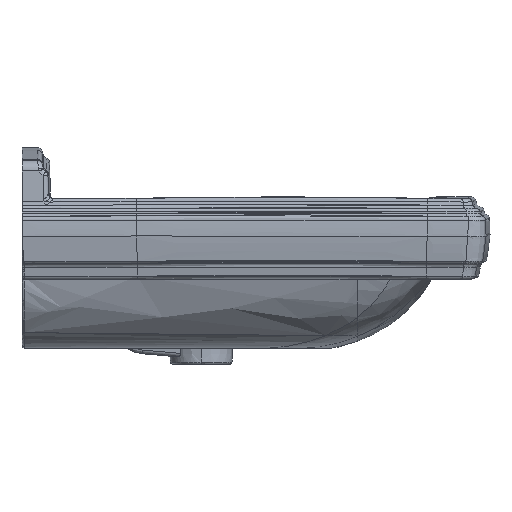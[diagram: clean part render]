
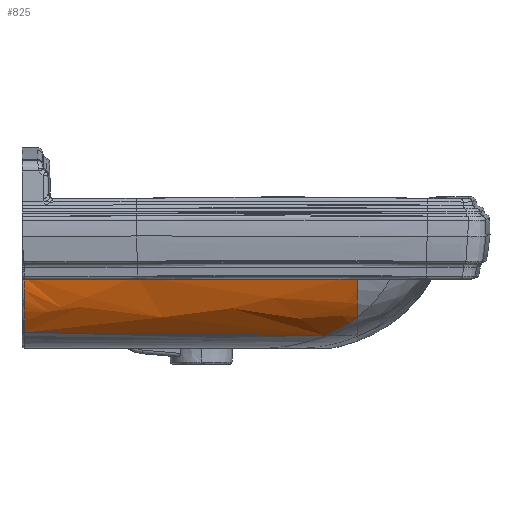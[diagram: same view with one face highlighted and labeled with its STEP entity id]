
A CAD part, left-side view. The second image highlights one B-rep face of the part: STEP entity #825.
In plain terms, the highlighted free-form (B-spline) face has degree [1, 6] with [2, 7] control points.
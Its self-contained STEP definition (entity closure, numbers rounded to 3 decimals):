
#825=ADVANCED_FACE('',(#2118),#1473,.T.);
#1473=B_SPLINE_SURFACE_WITH_KNOTS('',1,6,((#40403,#40404,#40405,#40406,
#40407,#40408,#40409),(#40410,#40411,#40412,#40413,#40414,#40415,#40416)),
 .UNSPECIFIED.,.F.,.F.,.F.,(2,2),(7,7),(0.,1.),(0.,1.),.UNSPECIFIED.);
#2118=FACE_OUTER_BOUND('',#2835,.T.);
#2835=EDGE_LOOP('',(#5856,#5857,#5858,#5859,#5860,#5861,#5862,#5863,#5864,
#5865));
#5856=ORIENTED_EDGE('',*,*,#9890,.F.);
#5857=ORIENTED_EDGE('',*,*,#9891,.F.);
#5858=ORIENTED_EDGE('',*,*,#9892,.F.);
#5859=ORIENTED_EDGE('',*,*,#9893,.F.);
#5860=ORIENTED_EDGE('',*,*,#9688,.T.);
#5861=ORIENTED_EDGE('',*,*,#9687,.T.);
#5862=ORIENTED_EDGE('',*,*,#9686,.T.);
#5863=ORIENTED_EDGE('',*,*,#9685,.T.);
#5864=ORIENTED_EDGE('',*,*,#9889,.T.);
#5865=ORIENTED_EDGE('',*,*,#9888,.T.);
#7845=VERTEX_POINT('',#32466);
#7848=VERTEX_POINT('',#32512);
#7978=VERTEX_POINT('',#36095);
#7979=VERTEX_POINT('',#36156);
#7980=VERTEX_POINT('',#36161);
#8103=VERTEX_POINT('',#40341);
#8104=VERTEX_POINT('',#40346);
#8105=VERTEX_POINT('',#40384);
#8106=VERTEX_POINT('',#40389);
#8107=VERTEX_POINT('',#40398);
#9685=EDGE_CURVE('',#7845,#7978,#11664,.T.);
#9686=EDGE_CURVE('',#7848,#7845,#11665,.T.);
#9687=EDGE_CURVE('',#7979,#7848,#11666,.T.);
#9688=EDGE_CURVE('',#7980,#7979,#11667,.T.);
#9888=EDGE_CURVE('',#8104,#8103,#11866,.T.);
#9889=EDGE_CURVE('',#7978,#8104,#11867,.T.);
#9890=EDGE_CURVE('',#8105,#8103,#11868,.T.);
#9891=EDGE_CURVE('',#8106,#8105,#11869,.T.);
#9892=EDGE_CURVE('',#8107,#8106,#11870,.T.);
#9893=EDGE_CURVE('',#7980,#8107,#11871,.T.);
#11664=B_SPLINE_CURVE_WITH_KNOTS('',3,(#36096,#36097,#36098,#36099,#36100,
#36101,#36102,#36103,#36104,#36105,#36106,#36107,#36108,#36109,#36110),
 .UNSPECIFIED.,.F.,.F.,(4,2,2,1,1,1,2,2,4),(0.,0.5,0.508,
0.516,0.531,0.562,0.625,
0.75,1.),.UNSPECIFIED.);
#11665=B_SPLINE_CURVE_WITH_KNOTS('',6,(#36131,#36132,#36133,#36134,#36135,
#36136,#36137),.UNSPECIFIED.,.F.,.F.,(7,7),(0.,1.),.UNSPECIFIED.);
#11666=B_SPLINE_CURVE_WITH_KNOTS('',3,(#36152,#36153,#36154,#36155),
 .UNSPECIFIED.,.F.,.F.,(4,4),(0.,1.),.UNSPECIFIED.);
#11667=B_SPLINE_CURVE_WITH_KNOTS('',3,(#36157,#36158,#36159,#36160),
 .UNSPECIFIED.,.F.,.F.,(4,4),(0.,1.),.UNSPECIFIED.);
#11866=B_SPLINE_CURVE_WITH_KNOTS('',3,(#40342,#40343,#40344,#40345),
 .UNSPECIFIED.,.F.,.F.,(4,4),(0.,1.),.UNSPECIFIED.);
#11867=B_SPLINE_CURVE_WITH_KNOTS('',3,(#40347,#40348,#40349,#40350),
 .UNSPECIFIED.,.F.,.F.,(4,4),(0.,1.),.UNSPECIFIED.);
#11868=B_SPLINE_CURVE_WITH_KNOTS('',8,(#40375,#40376,#40377,#40378,#40379,
#40380,#40381,#40382,#40383),.UNSPECIFIED.,.F.,.F.,(9,9),(0.,1.),
 .UNSPECIFIED.);
#11869=B_SPLINE_CURVE_WITH_KNOTS('',3,(#40385,#40386,#40387,#40388),
 .UNSPECIFIED.,.F.,.F.,(4,4),(0.,1.),.UNSPECIFIED.);
#11870=B_SPLINE_CURVE_WITH_KNOTS('',7,(#40390,#40391,#40392,#40393,#40394,
#40395,#40396,#40397),.UNSPECIFIED.,.F.,.F.,(8,8),(0.,1.),.UNSPECIFIED.);
#11871=B_SPLINE_CURVE_WITH_KNOTS('',3,(#40399,#40400,#40401,#40402),
 .UNSPECIFIED.,.F.,.F.,(4,4),(0.,1.),.UNSPECIFIED.);
#32466=CARTESIAN_POINT('',(-306.835,-191.808,-94.944));
#32512=CARTESIAN_POINT('',(-280.509,-191.808,-147.444));
#36095=CARTESIAN_POINT('',(-305.954,78.3,-96.755));
#36096=CARTESIAN_POINT('',(-306.835,-191.808,-94.945));
#36097=CARTESIAN_POINT('',(-306.844,-146.071,-94.558));
#36098=CARTESIAN_POINT('',(-306.721,-101.027,-94.546));
#36099=CARTESIAN_POINT('',(-306.547,-55.982,-94.877));
#36100=CARTESIAN_POINT('',(-306.544,-55.384,-94.881));
#36101=CARTESIAN_POINT('',(-306.539,-54.091,-94.891));
#36102=CARTESIAN_POINT('',(-306.532,-52.149,-94.906));
#36103=CARTESIAN_POINT('',(-306.514,-47.597,-94.942));
#36104=CARTESIAN_POINT('',(-306.476,-38.418,-95.022));
#36105=CARTESIAN_POINT('',(-306.442,-30.419,-95.103));
#36106=CARTESIAN_POINT('',(-306.372,-14.247,-95.279));
#36107=CARTESIAN_POINT('',(-306.323,-3.232,-95.417));
#36108=CARTESIAN_POINT('',(-306.17,30.511,-95.89));
#36109=CARTESIAN_POINT('',(-306.061,53.939,-96.286));
#36110=CARTESIAN_POINT('',(-305.954,78.299,-96.755));
#36131=CARTESIAN_POINT('',(-280.509,-191.808,-147.444));
#36132=CARTESIAN_POINT('',(-287.077,-191.808,-139.703));
#36133=CARTESIAN_POINT('',(-292.703,-191.808,-131.334));
#36134=CARTESIAN_POINT('',(-297.403,-191.808,-122.519));
#36135=CARTESIAN_POINT('',(-301.257,-191.808,-113.454));
#36136=CARTESIAN_POINT('',(-304.372,-191.808,-104.27));
#36137=CARTESIAN_POINT('',(-306.835,-191.808,-94.945));
#36152=CARTESIAN_POINT('',(-274.125,-181.827,-154.564));
#36153=CARTESIAN_POINT('',(-276.37,-185.337,-152.265));
#36154=CARTESIAN_POINT('',(-278.498,-188.664,-149.886));
#36155=CARTESIAN_POINT('',(-280.509,-191.808,-147.444));
#36156=CARTESIAN_POINT('',(-274.125,-181.827,-154.564));
#36157=CARTESIAN_POINT('',(-255.563,-152.807,-169.829));
#36158=CARTESIAN_POINT('',(-262.634,-163.862,-165.199));
#36159=CARTESIAN_POINT('',(-268.821,-173.535,-159.997));
#36160=CARTESIAN_POINT('',(-274.125,-181.827,-154.564));
#36161=CARTESIAN_POINT('',(-255.563,-152.807,-169.829));
#40341=CARTESIAN_POINT('',(-305.644,217.005,-97.423));
#40342=CARTESIAN_POINT('',(-305.814,128.478,-97.201));
#40343=CARTESIAN_POINT('',(-305.757,157.987,-97.275));
#40344=CARTESIAN_POINT('',(-305.701,187.495,-97.349));
#40345=CARTESIAN_POINT('',(-305.644,217.004,-97.423));
#40346=CARTESIAN_POINT('',(-305.814,128.478,-97.201));
#40347=CARTESIAN_POINT('',(-305.954,78.301,-96.755));
#40348=CARTESIAN_POINT('',(-305.902,90.452,-96.989));
#40349=CARTESIAN_POINT('',(-305.856,107.177,-97.136));
#40350=CARTESIAN_POINT('',(-305.814,128.478,-97.201));
#40375=CARTESIAN_POINT('',(-299.634,216.962,-126.616));
#40376=CARTESIAN_POINT('',(-301.044,216.967,-122.707));
#40377=CARTESIAN_POINT('',(-301.834,216.97,-120.432));
#40378=CARTESIAN_POINT('',(-303.362,216.979,-113.153));
#40379=CARTESIAN_POINT('',(-303.288,216.973,-117.553));
#40380=CARTESIAN_POINT('',(-304.886,216.994,-103.377));
#40381=CARTESIAN_POINT('',(-304.908,216.986,-108.787));
#40382=CARTESIAN_POINT('',(-305.587,217.003,-98.409));
#40383=CARTESIAN_POINT('',(-305.644,217.005,-97.423));
#40384=CARTESIAN_POINT('',(-299.634,216.963,-126.616));
#40385=CARTESIAN_POINT('',(-286.56,216.93,-151.965));
#40386=CARTESIAN_POINT('',(-291.959,216.941,-144.114));
#40387=CARTESIAN_POINT('',(-296.398,216.951,-135.592));
#40388=CARTESIAN_POINT('',(-299.634,216.962,-126.616));
#40389=CARTESIAN_POINT('',(-286.56,216.929,-151.965));
#40390=CARTESIAN_POINT('',(-275.153,216.905,-166.121));
#40391=CARTESIAN_POINT('',(-276.944,216.909,-164.208));
#40392=CARTESIAN_POINT('',(-278.611,216.912,-162.335));
#40393=CARTESIAN_POINT('',(-280.403,216.916,-160.236));
#40394=CARTESIAN_POINT('',(-281.936,216.92,-158.32));
#40395=CARTESIAN_POINT('',(-283.571,216.923,-156.198));
#40396=CARTESIAN_POINT('',(-285.087,216.927,-154.107));
#40397=CARTESIAN_POINT('',(-286.56,216.93,-151.965));
#40398=CARTESIAN_POINT('',(-275.153,216.905,-166.121));
#40399=CARTESIAN_POINT('',(-255.563,-152.807,-169.829));
#40400=CARTESIAN_POINT('',(-262.093,-29.57,-168.593));
#40401=CARTESIAN_POINT('',(-268.623,93.667,-167.357));
#40402=CARTESIAN_POINT('',(-275.153,216.905,-166.121));
#40403=CARTESIAN_POINT('',(-275.317,220.,-166.09));
#40404=CARTESIAN_POINT('',(-285.413,220.,-155.247));
#40405=CARTESIAN_POINT('',(-293.782,220.,-143.19));
#40406=CARTESIAN_POINT('',(-300.21,220.,-130.108));
#40407=CARTESIAN_POINT('',(-304.485,220.,-116.205));
#40408=CARTESIAN_POINT('',(-306.39,220.,-101.71));
#40409=CARTESIAN_POINT('',(-305.682,220.,-86.898));
#40410=CARTESIAN_POINT('',(-251.314,-232.989,-170.633));
#40411=CARTESIAN_POINT('',(-267.958,-232.989,-161.315));
#40412=CARTESIAN_POINT('',(-282.006,-232.989,-148.8));
#40413=CARTESIAN_POINT('',(-292.682,-232.989,-133.69));
#40414=CARTESIAN_POINT('',(-300.354,-232.989,-117.434));
#40415=CARTESIAN_POINT('',(-305.824,-232.989,-101.275));
#40416=CARTESIAN_POINT('',(-309.556,-232.989,-84.508));
